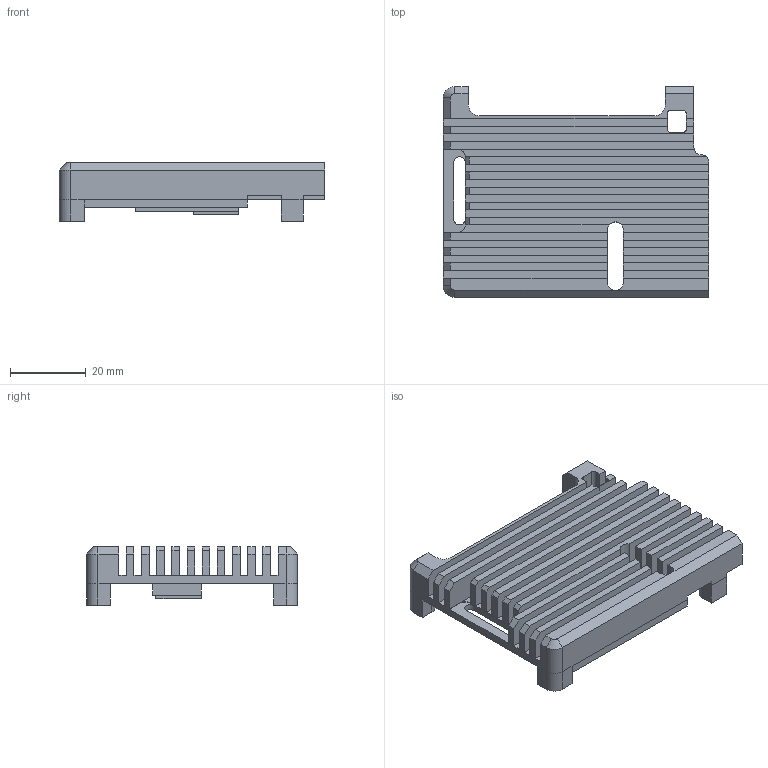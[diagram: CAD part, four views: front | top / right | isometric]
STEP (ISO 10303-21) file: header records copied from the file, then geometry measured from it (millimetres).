
FILE_DESCRIPTION(('FreeCAD Model'),'2;1');
FILE_NAME('pi4-heatsink-top.step','2021-06-19T15:00:27' ,('Author'),(''),'Open CASCADE STEP processor 7.3','FreeCAD','Unknown' );
FILE_SCHEMA(('AUTOMOTIVE_DESIGN { 1 0 10303 214 1 1 1 1 }'));
Length unit declared in the file: millimetre
Products named in the file (1): Chamfer001
Bounding box: 70 x 55.6 x 15.4 mm (x, y, z)
Volume: 20836.7 mm3; surface area: 21124.6 mm2
Topology: 1 solids, 1 shells, 201 faces, 553 edges, 357 vertices
Faces by surface type: plane 155, cylinder 42, cone 4
Full cylindrical faces by diameter (mm): 2.7 x4
Entity records: 15081 total; most frequent: CARTESIAN_POINT 2588, DIRECTION 2079, LINE 1462, VECTOR 1462, ORIENTED_EDGE 1106, PCURVE 1106, DEFINITIONAL_REPRESENTATION 1106, EDGE_CURVE 553
